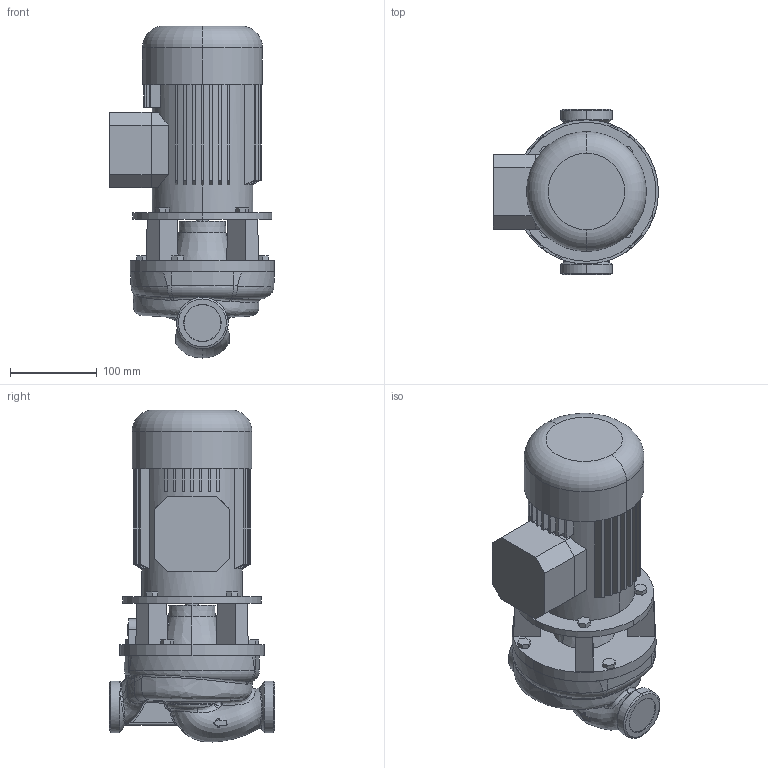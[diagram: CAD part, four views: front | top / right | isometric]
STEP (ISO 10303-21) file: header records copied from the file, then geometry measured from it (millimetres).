
FILE_DESCRIPTION (( 'STEP AP214' ), '1' );
FILE_NAME ('VariA 32-2.STEP', '2014-07-08T06:50:17', ( '' ), ( '' ), 'SwSTEP 2.0', 'SolidWorks 2011', '' );
FILE_SCHEMA (( 'AUTOMOTIVE_DESIGN' ));
Length unit declared in the file: millimetre
Products named in the file (1): VariA 32-2
Bounding box: 190 x 190 x 382.17 mm (x, y, z)
Volume: 4946436.7 mm3; surface area: 387081.6 mm2
Topology: 4 solids, 4 shells, 534 faces, 1362 edges, 849 vertices
Faces by surface type: plane 191, bspline 143, cylinder 110, cone 53, torus 33, sphere 4
Entity records: 64108 total; most frequent: CARTESIAN_POINT 46365, ORIENTED_EDGE 2690, DIRECTION 2160, EDGE_CURVE 1345, VERTEX_POINT 849, AXIS2_PLACEMENT_3D 808, EDGE_LOOP 564, VECTOR 544
